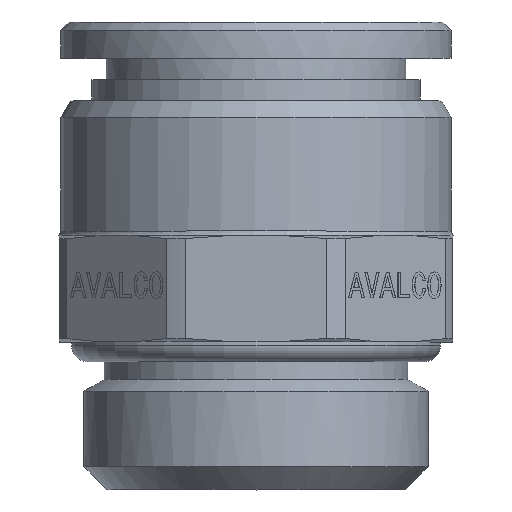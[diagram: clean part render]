
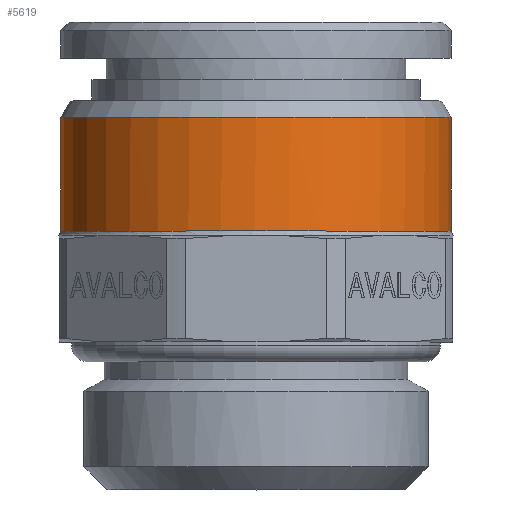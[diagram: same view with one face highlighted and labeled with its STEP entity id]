
A CAD part, top view. The second image highlights one B-rep face of the part: STEP entity #5619.
In plain terms, the highlighted cylindrical face has radius 11.9 mm (diameter 23.8 mm), a partial arc.
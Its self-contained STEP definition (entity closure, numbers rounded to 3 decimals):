
#5239=CARTESIAN_POINT('Vertex',(-11.9,15.757,0.)) ;
#5270=CARTESIAN_POINT('Vertex',(11.9,15.757,0.)) ;
#5306=CARTESIAN_POINT('Axis2P3D Location',(0.,15.757,0.)) ;
#5310=CARTESIAN_POINT('Vertex',(11.899,15.757,0.154)) ;
#5330=CARTESIAN_POINT('Axis2P3D Location',(0.,15.757,0.)) ;
#5579=CARTESIAN_POINT('Vertex',(-11.9,22.7,0.)) ;
#5581=CARTESIAN_POINT('Vertex',(11.9,22.7,0.)) ;
#5584=CARTESIAN_POINT('Line Origine',(11.9,15.09,0.)) ;
#5589=CARTESIAN_POINT('Line Origine',(-11.9,15.09,0.)) ;
#5602=CARTESIAN_POINT('Axis2P3D Location',(0.,15.09,0.)) ;
#5607=CARTESIAN_POINT('Axis2P3D Location',(0.,22.7,0.)) ;
#5307=DIRECTION('Axis2P3D Direction',(0.,1.,0.)) ;
#5331=DIRECTION('Axis2P3D Direction',(0.,1.,0.)) ;
#5585=DIRECTION('Vector Direction',(0.,1.,0.)) ;
#5590=DIRECTION('Vector Direction',(0.,1.,0.)) ;
#5603=DIRECTION('Axis2P3D Direction',(-0.,1.,0.)) ;
#5604=DIRECTION('Axis2P3D XDirection',(-1.,0.,0.)) ;
#5608=DIRECTION('Axis2P3D Direction',(-0.,1.,0.)) ;
#5308=AXIS2_PLACEMENT_3D('Circle Axis2P3D',#5306,#5307,$) ;
#5332=AXIS2_PLACEMENT_3D('Circle Axis2P3D',#5330,#5331,$) ;
#5605=AXIS2_PLACEMENT_3D('Cylinder Axis2P3D',#5602,#5603,#5604) ;
#5609=AXIS2_PLACEMENT_3D('Circle Axis2P3D',#5607,#5608,$) ;
#5613=ORIENTED_EDGE('',*,*,#5334,.T.) ;
#5614=ORIENTED_EDGE('',*,*,#5312,.T.) ;
#5615=ORIENTED_EDGE('',*,*,#5588,.F.) ;
#5616=ORIENTED_EDGE('',*,*,#5611,.F.) ;
#5617=ORIENTED_EDGE('',*,*,#5593,.T.) ;
#5586=VECTOR('Line Direction',#5585,1.) ;
#5591=VECTOR('Line Direction',#5590,1.) ;
#5619=ADVANCED_FACE('PN511B-16G12',(#5618),#5606,.T.) ;
#5309=CIRCLE('generated circle',#5308,11.9) ;
#5333=CIRCLE('generated circle',#5332,11.9) ;
#5610=CIRCLE('generated circle',#5609,11.9) ;
#5606=CYLINDRICAL_SURFACE('generated cylinder',#5605,11.9) ;
#5312=EDGE_CURVE('',#5311,#5271,#5309,.T.) ;
#5334=EDGE_CURVE('',#5240,#5311,#5333,.T.) ;
#5588=EDGE_CURVE('',#5582,#5271,#5587,.F.) ;
#5593=EDGE_CURVE('',#5580,#5240,#5592,.F.) ;
#5611=EDGE_CURVE('',#5580,#5582,#5610,.T.) ;
#5612=EDGE_LOOP('',(#5613,#5614,#5615,#5616,#5617)) ;
#5618=FACE_OUTER_BOUND('',#5612,.T.) ;
#5587=LINE('Line',#5584,#5586) ;
#5592=LINE('Line',#5589,#5591) ;
#5240=VERTEX_POINT('',#5239) ;
#5271=VERTEX_POINT('',#5270) ;
#5311=VERTEX_POINT('',#5310) ;
#5580=VERTEX_POINT('',#5579) ;
#5582=VERTEX_POINT('',#5581) ;
